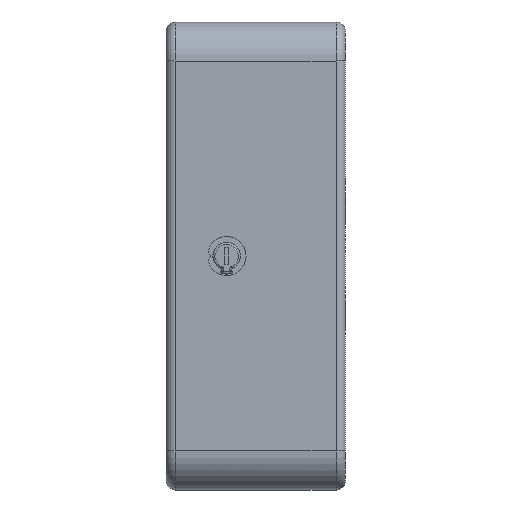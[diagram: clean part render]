
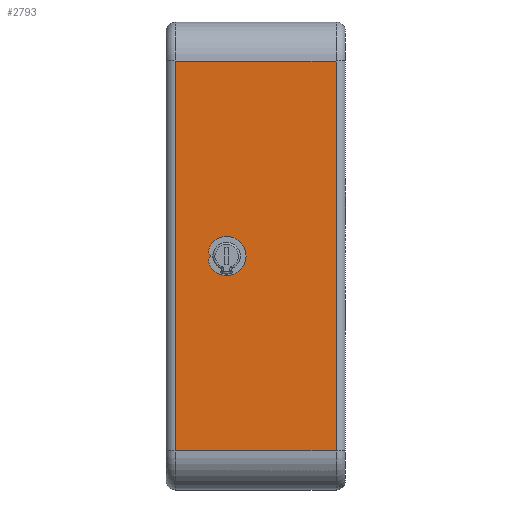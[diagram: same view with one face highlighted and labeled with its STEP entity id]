
A CAD part, front view. The second image highlights one B-rep face of the part: STEP entity #2793.
In plain terms, the highlighted planar face has unit normal (0, -1, 0).
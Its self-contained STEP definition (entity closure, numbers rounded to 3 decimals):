
#233=DIRECTION('',(1.,0.,0.));
#234=VECTOR('',#233,26.162);
#235=CARTESIAN_POINT('',(1.524,-38.1,31.75));
#236=LINE('',#235,#234);
#237=DIRECTION('',(0.,0.,-1.));
#238=VECTOR('',#237,63.5);
#239=CARTESIAN_POINT('',(27.686,-38.1,31.75));
#240=LINE('',#239,#238);
#241=DIRECTION('',(-1.,0.,0.));
#242=VECTOR('',#241,26.162);
#243=CARTESIAN_POINT('',(27.686,-38.1,-31.75));
#244=LINE('',#243,#242);
#245=DIRECTION('',(0.,0.,1.));
#246=VECTOR('',#245,63.5);
#247=CARTESIAN_POINT('',(1.524,-38.1,-31.75));
#248=LINE('',#247,#246);
#249=CARTESIAN_POINT('',(7.125,-38.1,0.));
#250=DIRECTION('',(0.,-1.,0.));
#251=DIRECTION('',(0.852,0.,-0.523));
#252=AXIS2_PLACEMENT_3D('',#249,#250,#251);
#840=CARTESIAN_POINT('',(9.855,-38.1,0.));
#841=DIRECTION('',(0.,1.,0.));
#842=DIRECTION('',(-0.833,0.,0.553));
#843=AXIS2_PLACEMENT_3D('',#840,#841,#842);
#858=CARTESIAN_POINT('',(8.543,-38.1,-0.871));
#859=DIRECTION('',(0.,1.,0.));
#860=DIRECTION('',(-0.833,0.,-0.553));
#861=AXIS2_PLACEMENT_3D('',#858,#859,#860);
#876=CARTESIAN_POINT('',(8.543,-38.1,0.871));
#877=DIRECTION('',(0.,1.,0.));
#878=DIRECTION('',(-0.852,0.,-0.523));
#879=AXIS2_PLACEMENT_3D('',#876,#877,#878);
#2139=CARTESIAN_POINT('',(1.524,-38.1,-31.75));
#2140=VERTEX_POINT('',#2139);
#2143=CARTESIAN_POINT('',(1.524,-38.1,31.75));
#2144=VERTEX_POINT('',#2143);
#2169=CARTESIAN_POINT('',(7.21,-38.1,1.755));
#2170=CARTESIAN_POINT('',(7.21,-38.1,-1.755));
#2171=VERTEX_POINT('',#2169);
#2172=VERTEX_POINT('',#2170);
#2177=CARTESIAN_POINT('',(7.179,-38.1,-0.033));
#2178=VERTEX_POINT('',#2177);
#2179=CARTESIAN_POINT('',(7.179,-38.1,0.033));
#2180=VERTEX_POINT('',#2179);
#2384=CARTESIAN_POINT('',(27.686,-38.1,31.75));
#2386=VERTEX_POINT('',#2384);
#2389=CARTESIAN_POINT('',(27.686,-38.1,-31.75));
#2390=VERTEX_POINT('',#2389);
#2770=CARTESIAN_POINT('',(0.,-38.1,31.75));
#2771=DIRECTION('',(0.,-1.,0.));
#2772=DIRECTION('',(0.,0.,-1.));
#2773=AXIS2_PLACEMENT_3D('',#2770,#2771,#2772);
#2774=PLANE('',#2773);
#2776=ORIENTED_EDGE('',*,*,#2775,.T.);
#2778=ORIENTED_EDGE('',*,*,#2777,.T.);
#2779=ORIENTED_EDGE('',*,*,#2761,.T.);
#2780=ORIENTED_EDGE('',*,*,#2638,.T.);
#2781=EDGE_LOOP('',(#2776,#2778,#2779,#2780));
#2782=FACE_OUTER_BOUND('',#2781,.F.);
#2784=ORIENTED_EDGE('',*,*,#2783,.F.);
#2786=ORIENTED_EDGE('',*,*,#2785,.F.);
#2788=ORIENTED_EDGE('',*,*,#2787,.F.);
#2790=ORIENTED_EDGE('',*,*,#2789,.F.);
#2791=EDGE_LOOP('',(#2784,#2786,#2788,#2790));
#2792=FACE_BOUND('',#2791,.F.);
#2793=ADVANCED_FACE('',(#2782,#2792),#2774,.T.);
#253=CIRCLE('',#252,0.064);
#844=CIRCLE('',#843,3.175);
#862=CIRCLE('',#861,1.6);
#880=CIRCLE('',#879,1.6);
#2638=EDGE_CURVE('',#2140,#2144,#248,.T.);
#2761=EDGE_CURVE('',#2390,#2140,#244,.T.);
#2775=EDGE_CURVE('',#2144,#2386,#236,.T.);
#2777=EDGE_CURVE('',#2386,#2390,#240,.T.);
#2783=EDGE_CURVE('',#2171,#2172,#844,.T.);
#2785=EDGE_CURVE('',#2180,#2171,#880,.T.);
#2787=EDGE_CURVE('',#2178,#2180,#253,.T.);
#2789=EDGE_CURVE('',#2172,#2178,#862,.T.);
